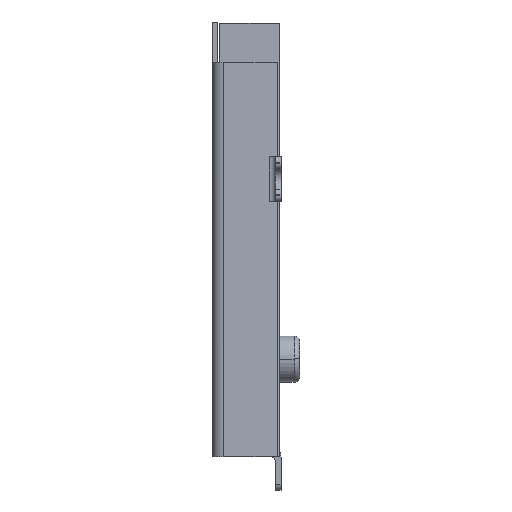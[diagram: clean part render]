
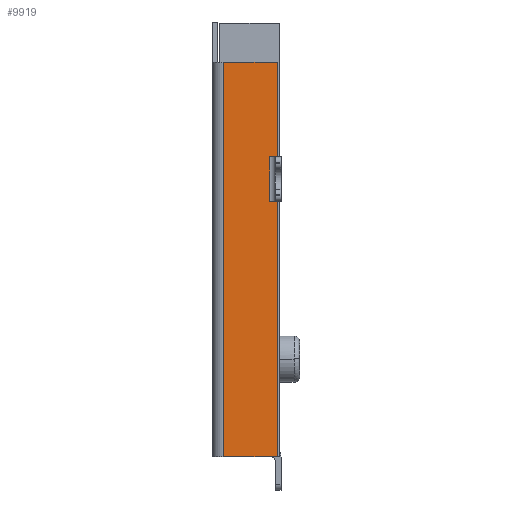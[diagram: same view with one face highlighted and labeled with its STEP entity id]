
A CAD part, left-side view. The second image highlights one B-rep face of the part: STEP entity #9919.
In plain terms, the highlighted planar face has unit normal (-1, 0, 0).
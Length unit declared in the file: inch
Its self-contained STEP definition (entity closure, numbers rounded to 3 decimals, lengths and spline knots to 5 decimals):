
#101 = ORIENTED_EDGE ( 'NONE', *, *, #8095, .T. ) ;
#271 = EDGE_CURVE ( 'NONE', #4392, #10455, #8642, .T. ) ;
#849 = VECTOR ( 'NONE', #1677, 39.37008 ) ;
#1072 = VECTOR ( 'NONE', #1300, 39.37008 ) ;
#1085 = ORIENTED_EDGE ( 'NONE', *, *, #3084, .T. ) ;
#1173 = DIRECTION ( 'NONE',  ( 0., 0., -1. ) ) ;
#1226 = CARTESIAN_POINT ( 'NONE',  ( -0.27126, 0.21457, -0.2126 ) ) ;
#1230 = PLANE ( 'NONE',  #2758 ) ;
#1300 = DIRECTION ( 'NONE',  ( 0., 0., 1. ) ) ;
#1375 = VERTEX_POINT ( 'NONE', #2830 ) ;
#1677 = DIRECTION ( 'NONE',  ( 0., 0., -1. ) ) ;
#1773 = EDGE_CURVE ( 'NONE', #1375, #2837, #5447, .T. ) ;
#2758 = AXIS2_PLACEMENT_3D ( 'NONE', #2989, #8984, #1173 ) ;
#2830 = CARTESIAN_POINT ( 'NONE',  ( -0.27126, 0.21457, 0.05787 ) ) ;
#2837 = VERTEX_POINT ( 'NONE', #3623 ) ;
#2989 = CARTESIAN_POINT ( 'NONE',  ( -0.27126, 0.21457, -0.2126 ) ) ;
#2994 = VECTOR ( 'NONE', #6703, 39.37008 ) ;
#3065 = ORIENTED_EDGE ( 'NONE', *, *, #8524, .T. ) ;
#3084 = EDGE_CURVE ( 'NONE', #8513, #11015, #6587, .T. ) ;
#3623 = CARTESIAN_POINT ( 'NONE',  ( -0.27126, 0.22244, 0.05787 ) ) ;
#3694 = LINE ( 'NONE', #7354, #7234 ) ;
#3741 = LINE ( 'NONE', #9746, #6091 ) ;
#3772 = ORIENTED_EDGE ( 'NONE', *, *, #1773, .T. ) ;
#3810 = CARTESIAN_POINT ( 'NONE',  ( -0.27126, 0.21457, 0.20551 ) ) ;
#3874 = CARTESIAN_POINT ( 'NONE',  ( -0.27126, 0.27165, 0.20551 ) ) ;
#4136 = CARTESIAN_POINT ( 'NONE',  ( -0.27126, 0.21457, 0.10512 ) ) ;
#4150 = CARTESIAN_POINT ( 'NONE',  ( -0.27126, 0.22244, 0.05787 ) ) ;
#4392 = VERTEX_POINT ( 'NONE', #3874 ) ;
#4806 = CARTESIAN_POINT ( 'NONE',  ( -0.27126, 0.22244, 0.10512 ) ) ;
#4810 = EDGE_LOOP ( 'NONE', ( #101, #1085, #6969, #10033, #9234, #3065, #3772, #7023 ) ) ;
#4882 = DIRECTION ( 'NONE',  ( 0., 0., 1. ) ) ;
#4884 = CARTESIAN_POINT ( 'NONE',  ( -0.27126, 0.22244, 0.10512 ) ) ;
#5165 = CARTESIAN_POINT ( 'NONE',  ( -0.27126, 0.27165, 0.20551 ) ) ;
#5447 = LINE ( 'NONE', #6471, #10528 ) ;
#5969 = EDGE_CURVE ( 'NONE', #11015, #4392, #3741, .T. ) ;
#6091 = VECTOR ( 'NONE', #8089, 39.37008 ) ;
#6145 = EDGE_CURVE ( 'NONE', #7828, #10455, #7801, .T. ) ;
#6471 = CARTESIAN_POINT ( 'NONE',  ( -0.27126, 0.21457, 0.05787 ) ) ;
#6587 = LINE ( 'NONE', #4136, #9834 ) ;
#6703 = DIRECTION ( 'NONE',  ( 0., 1., 0. ) ) ;
#6969 = ORIENTED_EDGE ( 'NONE', *, *, #5969, .T. ) ;
#7023 = ORIENTED_EDGE ( 'NONE', *, *, #7509, .T. ) ;
#7234 = VECTOR ( 'NONE', #8044, 39.37008 ) ;
#7354 = CARTESIAN_POINT ( 'NONE',  ( -0.27126, 0.21457, -0.2126 ) ) ;
#7509 = EDGE_CURVE ( 'NONE', #2837, #10060, #10869, .T. ) ;
#7647 = VECTOR ( 'NONE', #9933, 39.37008 ) ;
#7801 = LINE ( 'NONE', #10250, #2994 ) ;
#7828 = VERTEX_POINT ( 'NONE', #1226 ) ;
#8044 = DIRECTION ( 'NONE',  ( 0., 0., 1. ) ) ;
#8089 = DIRECTION ( 'NONE',  ( 0., 1., 0. ) ) ;
#8095 = EDGE_CURVE ( 'NONE', #10060, #8513, #9874, .T. ) ;
#8513 = VERTEX_POINT ( 'NONE', #10704 ) ;
#8524 = EDGE_CURVE ( 'NONE', #7828, #1375, #3694, .T. ) ;
#8632 = CARTESIAN_POINT ( 'NONE',  ( -0.27126, 0.27165, -0.2126 ) ) ;
#8642 = LINE ( 'NONE', #5165, #849 ) ;
#8927 = DIRECTION ( 'NONE',  ( 0., 1., 0. ) ) ;
#8984 = DIRECTION ( 'NONE',  ( -1., 0., 0. ) ) ;
#9234 = ORIENTED_EDGE ( 'NONE', *, *, #6145, .F. ) ;
#9746 = CARTESIAN_POINT ( 'NONE',  ( -0.27126, 0.21457, 0.20551 ) ) ;
#9834 = VECTOR ( 'NONE', #4882, 39.37008 ) ;
#9874 = LINE ( 'NONE', #4806, #7647 ) ;
#9919 = ADVANCED_FACE ( 'NONE', ( #10690 ), #1230, .T. ) ;
#9933 = DIRECTION ( 'NONE',  ( 0., -1., 0. ) ) ;
#10033 = ORIENTED_EDGE ( 'NONE', *, *, #271, .T. ) ;
#10060 = VERTEX_POINT ( 'NONE', #4884 ) ;
#10250 = CARTESIAN_POINT ( 'NONE',  ( -0.27126, 0.21457, -0.2126 ) ) ;
#10455 = VERTEX_POINT ( 'NONE', #8632 ) ;
#10528 = VECTOR ( 'NONE', #8927, 39.37008 ) ;
#10690 = FACE_OUTER_BOUND ( 'NONE', #4810, .T. ) ;
#10704 = CARTESIAN_POINT ( 'NONE',  ( -0.27126, 0.21457, 0.10512 ) ) ;
#10869 = LINE ( 'NONE', #4150, #1072 ) ;
#11015 = VERTEX_POINT ( 'NONE', #3810 ) ;
